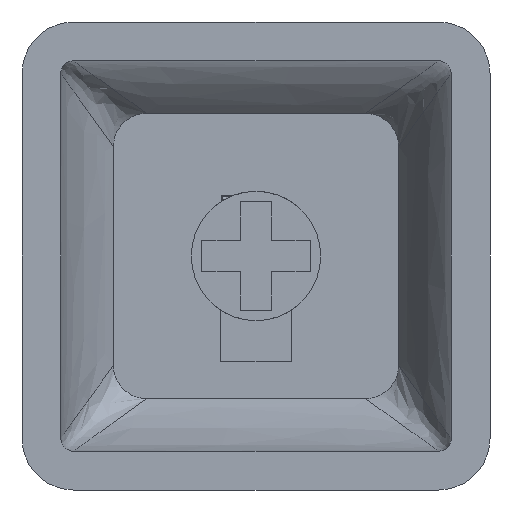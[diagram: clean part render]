
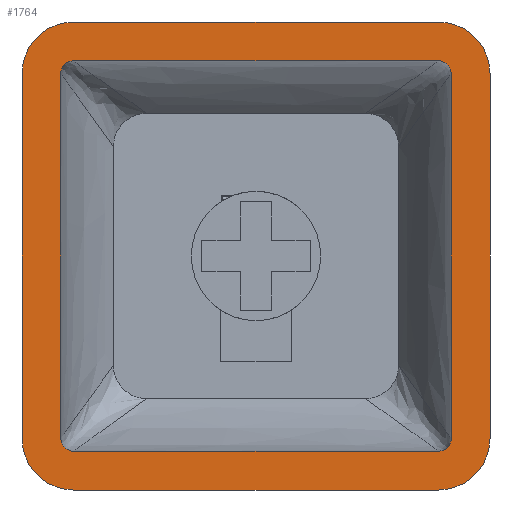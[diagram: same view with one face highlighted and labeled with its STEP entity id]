
A CAD part, front view. The second image highlights one B-rep face of the part: STEP entity #1764.
In plain terms, the highlighted planar face has unit normal (0, -1, 0).
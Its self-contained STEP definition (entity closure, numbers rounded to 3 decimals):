
#18=CIRCLE('',#1856,2.);
#19=CIRCLE('',#1857,2.);
#20=CIRCLE('',#1858,2.);
#21=CIRCLE('',#1859,2.);
#33=FACE_BOUND('',#311,.T.);
#85=B_SPLINE_CURVE_WITH_KNOTS('',3,(#3057,#3058,#3059,#3060,#3061,#3062,
#3063,#3064,#3065,#3066),.UNSPECIFIED.,.F.,.F.,(4,1,1,1,1,1,1,4),(0.,
0.143,0.286,0.429,0.571,
0.714,0.857,1.),.UNSPECIFIED.);
#88=B_SPLINE_CURVE_WITH_KNOTS('',3,(#3106,#3107,#3108,#3109,#3110,#3111,
#3112),.UNSPECIFIED.,.F.,.F.,(4,1,1,1,4),(0.,0.286,0.571,
0.857,1.),.UNSPECIFIED.);
#90=B_SPLINE_CURVE_WITH_KNOTS('',3,(#3174,#3175,#3176,#3177,#3178,#3179,
#3180,#3181,#3182),.UNSPECIFIED.,.F.,.F.,(4,1,1,1,1,1,4),(0.,
0.214,0.429,0.571,0.714,
0.857,1.),.UNSPECIFIED.);
#92=B_SPLINE_CURVE_WITH_KNOTS('',3,(#3216,#3217,#3218,#3219,#3220,#3221,
#3222),.UNSPECIFIED.,.F.,.F.,(4,1,1,1,4),(0.,0.286,0.571,
0.857,1.),.UNSPECIFIED.);
#94=B_SPLINE_CURVE_WITH_KNOTS('',3,(#3290,#3291,#3292,#3293,#3294,#3295,
#3296,#3297,#3298,#3299),.UNSPECIFIED.,.F.,.F.,(4,1,1,1,1,1,1,4),(0.,
0.143,0.286,0.429,0.571,
0.714,0.857,1.),.UNSPECIFIED.);
#96=B_SPLINE_CURVE_WITH_KNOTS('',3,(#3333,#3334,#3335,#3336,#3337,#3338,
#3339),.UNSPECIFIED.,.F.,.F.,(4,1,1,1,4),(0.,0.286,0.571,
0.857,1.),.UNSPECIFIED.);
#98=B_SPLINE_CURVE_WITH_KNOTS('',3,(#3401,#3402,#3403,#3404,#3405,#3406,
#3407,#3408,#3409),.UNSPECIFIED.,.F.,.F.,(4,1,1,1,1,1,4),(0.,
0.214,0.429,0.571,0.714,
0.857,1.),.UNSPECIFIED.);
#99=B_SPLINE_CURVE_WITH_KNOTS('',3,(#3438,#3439,#3440,#3441,#3442,#3443,
#3444),.UNSPECIFIED.,.F.,.F.,(4,1,1,1,4),(0.,0.286,0.571,
0.857,1.),.UNSPECIFIED.);
#212=FACE_OUTER_BOUND('',#310,.T.);
#310=EDGE_LOOP('',(#1313,#1314,#1315,#1316,#1317,#1318,#1319,#1320));
#311=EDGE_LOOP('',(#1321,#1322,#1323,#1324,#1325,#1326,#1327,#1328));
#418=LINE('',#3450,#576);
#419=LINE('',#3454,#577);
#420=LINE('',#3458,#578);
#421=LINE('',#3461,#579);
#576=VECTOR('',#1988,10.);
#577=VECTOR('',#1991,10.);
#578=VECTOR('',#1994,10.);
#579=VECTOR('',#1997,10.);
#753=VERTEX_POINT('',#3049);
#754=VERTEX_POINT('',#3056);
#755=VERTEX_POINT('',#3101);
#756=VERTEX_POINT('',#3167);
#757=VERTEX_POINT('',#3211);
#758=VERTEX_POINT('',#3283);
#759=VERTEX_POINT('',#3328);
#760=VERTEX_POINT('',#3394);
#761=VERTEX_POINT('',#3446);
#762=VERTEX_POINT('',#3447);
#763=VERTEX_POINT('',#3449);
#764=VERTEX_POINT('',#3451);
#765=VERTEX_POINT('',#3453);
#766=VERTEX_POINT('',#3455);
#767=VERTEX_POINT('',#3457);
#768=VERTEX_POINT('',#3459);
#960=EDGE_CURVE('',#754,#753,#85,.T.);
#963=EDGE_CURVE('',#753,#755,#88,.T.);
#965=EDGE_CURVE('',#755,#756,#90,.T.);
#967=EDGE_CURVE('',#756,#757,#92,.T.);
#969=EDGE_CURVE('',#757,#758,#94,.T.);
#971=EDGE_CURVE('',#758,#759,#96,.T.);
#973=EDGE_CURVE('',#759,#760,#98,.T.);
#974=EDGE_CURVE('',#760,#754,#99,.T.);
#975=EDGE_CURVE('',#761,#762,#18,.T.);
#976=EDGE_CURVE('',#763,#761,#418,.T.);
#977=EDGE_CURVE('',#764,#763,#19,.T.);
#978=EDGE_CURVE('',#765,#764,#419,.T.);
#979=EDGE_CURVE('',#766,#765,#20,.T.);
#980=EDGE_CURVE('',#767,#766,#420,.T.);
#981=EDGE_CURVE('',#768,#767,#21,.T.);
#982=EDGE_CURVE('',#762,#768,#421,.T.);
#1313=ORIENTED_EDGE('',*,*,#975,.F.);
#1314=ORIENTED_EDGE('',*,*,#976,.F.);
#1315=ORIENTED_EDGE('',*,*,#977,.F.);
#1316=ORIENTED_EDGE('',*,*,#978,.F.);
#1317=ORIENTED_EDGE('',*,*,#979,.F.);
#1318=ORIENTED_EDGE('',*,*,#980,.F.);
#1319=ORIENTED_EDGE('',*,*,#981,.F.);
#1320=ORIENTED_EDGE('',*,*,#982,.F.);
#1321=ORIENTED_EDGE('',*,*,#960,.T.);
#1322=ORIENTED_EDGE('',*,*,#963,.T.);
#1323=ORIENTED_EDGE('',*,*,#965,.T.);
#1324=ORIENTED_EDGE('',*,*,#967,.T.);
#1325=ORIENTED_EDGE('',*,*,#969,.T.);
#1326=ORIENTED_EDGE('',*,*,#971,.T.);
#1327=ORIENTED_EDGE('',*,*,#973,.T.);
#1328=ORIENTED_EDGE('',*,*,#974,.T.);
#1690=PLANE('',#1855);
#1764=ADVANCED_FACE('',(#212,#33),#1690,.F.);
#1855=AXIS2_PLACEMENT_3D('',#3445,#1984,#1985);
#1856=AXIS2_PLACEMENT_3D('',#3448,#1986,#1987);
#1857=AXIS2_PLACEMENT_3D('',#3452,#1989,#1990);
#1858=AXIS2_PLACEMENT_3D('',#3456,#1992,#1993);
#1859=AXIS2_PLACEMENT_3D('',#3460,#1995,#1996);
#1984=DIRECTION('center_axis',(0.,1.,0.));
#1985=DIRECTION('ref_axis',(0.,0.,1.));
#1986=DIRECTION('center_axis',(0.,1.,0.));
#1987=DIRECTION('ref_axis',(0.,0.,1.));
#1988=DIRECTION('',(1.,0.,0.));
#1989=DIRECTION('center_axis',(0.,1.,0.));
#1990=DIRECTION('ref_axis',(-1.,0.,0.));
#1991=DIRECTION('',(0.,0.,1.));
#1992=DIRECTION('center_axis',(0.,1.,0.));
#1993=DIRECTION('ref_axis',(0.,0.,-1.));
#1994=DIRECTION('',(-1.,0.,0.));
#1995=DIRECTION('center_axis',(0.,1.,0.));
#1996=DIRECTION('ref_axis',(1.,0.,0.));
#1997=DIRECTION('',(0.,0.,-1.));
#3049=CARTESIAN_POINT('',(16.6,0.,16.1));
#3056=CARTESIAN_POINT('',(16.1,0.,16.6));
#3057=CARTESIAN_POINT('Ctrl Pts',(16.1,0.,16.6));
#3058=CARTESIAN_POINT('Ctrl Pts',(16.137,0.,16.6));
#3059=CARTESIAN_POINT('Ctrl Pts',(16.212,0.,16.592));
#3060=CARTESIAN_POINT('Ctrl Pts',(16.319,0.,16.554));
#3061=CARTESIAN_POINT('Ctrl Pts',(16.414,0.,16.494));
#3062=CARTESIAN_POINT('Ctrl Pts',(16.494,0.,16.414));
#3063=CARTESIAN_POINT('Ctrl Pts',(16.554,0.,16.319));
#3064=CARTESIAN_POINT('Ctrl Pts',(16.592,0.,16.212));
#3065=CARTESIAN_POINT('Ctrl Pts',(16.6,0.,16.137));
#3066=CARTESIAN_POINT('Ctrl Pts',(16.6,0.,16.1));
#3101=CARTESIAN_POINT('',(16.6,0.,2.));
#3106=CARTESIAN_POINT('Ctrl Pts',(16.6,0.,16.1));
#3107=CARTESIAN_POINT('Ctrl Pts',(16.6,0.,15.801));
#3108=CARTESIAN_POINT('Ctrl Pts',(16.6,0.,13.413));
#3109=CARTESIAN_POINT('Ctrl Pts',(16.6,0.,7.532));
#3110=CARTESIAN_POINT('Ctrl Pts',(16.6,0.,3.269));
#3111=CARTESIAN_POINT('Ctrl Pts',(16.6,0.,2.15));
#3112=CARTESIAN_POINT('Ctrl Pts',(16.6,0.,2.));
#3167=CARTESIAN_POINT('',(16.1,0.,1.5));
#3174=CARTESIAN_POINT('Ctrl Pts',(16.6,0.,2.));
#3175=CARTESIAN_POINT('Ctrl Pts',(16.6,0.,1.944));
#3176=CARTESIAN_POINT('Ctrl Pts',(16.581,0.,1.832));
#3177=CARTESIAN_POINT('Ctrl Pts',(16.508,0.,1.699));
#3178=CARTESIAN_POINT('Ctrl Pts',(16.414,0.,1.606));
#3179=CARTESIAN_POINT('Ctrl Pts',(16.319,0.,1.546));
#3180=CARTESIAN_POINT('Ctrl Pts',(16.212,0.,1.508));
#3181=CARTESIAN_POINT('Ctrl Pts',(16.137,0.,1.5));
#3182=CARTESIAN_POINT('Ctrl Pts',(16.1,0.,1.5));
#3211=CARTESIAN_POINT('',(2.,0.,1.5));
#3216=CARTESIAN_POINT('Ctrl Pts',(16.1,0.,1.5));
#3217=CARTESIAN_POINT('Ctrl Pts',(15.801,0.,1.5));
#3218=CARTESIAN_POINT('Ctrl Pts',(13.413,0.,1.5));
#3219=CARTESIAN_POINT('Ctrl Pts',(7.532,0.,1.5));
#3220=CARTESIAN_POINT('Ctrl Pts',(3.269,0.,1.5));
#3221=CARTESIAN_POINT('Ctrl Pts',(2.15,0.,1.5));
#3222=CARTESIAN_POINT('Ctrl Pts',(2.,0.,1.5));
#3283=CARTESIAN_POINT('',(1.5,0.,2.));
#3290=CARTESIAN_POINT('Ctrl Pts',(2.,0.,1.5));
#3291=CARTESIAN_POINT('Ctrl Pts',(1.963,0.,1.5));
#3292=CARTESIAN_POINT('Ctrl Pts',(1.888,0.,1.508));
#3293=CARTESIAN_POINT('Ctrl Pts',(1.781,0.,1.546));
#3294=CARTESIAN_POINT('Ctrl Pts',(1.686,0.,1.606));
#3295=CARTESIAN_POINT('Ctrl Pts',(1.606,0.,1.686));
#3296=CARTESIAN_POINT('Ctrl Pts',(1.546,0.,1.781));
#3297=CARTESIAN_POINT('Ctrl Pts',(1.508,0.,1.888));
#3298=CARTESIAN_POINT('Ctrl Pts',(1.5,0.,1.963));
#3299=CARTESIAN_POINT('Ctrl Pts',(1.5,0.,2.));
#3328=CARTESIAN_POINT('',(1.5,0.,16.1));
#3333=CARTESIAN_POINT('Ctrl Pts',(1.5,0.,2.));
#3334=CARTESIAN_POINT('Ctrl Pts',(1.5,0.,2.299));
#3335=CARTESIAN_POINT('Ctrl Pts',(1.5,0.,4.687));
#3336=CARTESIAN_POINT('Ctrl Pts',(1.5,0.,10.568));
#3337=CARTESIAN_POINT('Ctrl Pts',(1.5,0.,14.831));
#3338=CARTESIAN_POINT('Ctrl Pts',(1.5,0.,15.95));
#3339=CARTESIAN_POINT('Ctrl Pts',(1.5,0.,16.1));
#3394=CARTESIAN_POINT('',(2.,0.,16.6));
#3401=CARTESIAN_POINT('Ctrl Pts',(1.5,0.,16.1));
#3402=CARTESIAN_POINT('Ctrl Pts',(1.5,0.,16.156));
#3403=CARTESIAN_POINT('Ctrl Pts',(1.519,0.,16.268));
#3404=CARTESIAN_POINT('Ctrl Pts',(1.592,0.,16.401));
#3405=CARTESIAN_POINT('Ctrl Pts',(1.686,0.,16.494));
#3406=CARTESIAN_POINT('Ctrl Pts',(1.781,0.,16.554));
#3407=CARTESIAN_POINT('Ctrl Pts',(1.888,0.,16.592));
#3408=CARTESIAN_POINT('Ctrl Pts',(1.963,0.,16.6));
#3409=CARTESIAN_POINT('Ctrl Pts',(2.,0.,16.6));
#3438=CARTESIAN_POINT('Ctrl Pts',(2.,0.,16.6));
#3439=CARTESIAN_POINT('Ctrl Pts',(2.299,0.,16.6));
#3440=CARTESIAN_POINT('Ctrl Pts',(4.687,0.,16.6));
#3441=CARTESIAN_POINT('Ctrl Pts',(10.568,0.,16.6));
#3442=CARTESIAN_POINT('Ctrl Pts',(14.831,0.,16.6));
#3443=CARTESIAN_POINT('Ctrl Pts',(15.95,0.,16.6));
#3444=CARTESIAN_POINT('Ctrl Pts',(16.1,0.,16.6));
#3445=CARTESIAN_POINT('Origin',(9.05,0.,9.05));
#3446=CARTESIAN_POINT('',(16.1,0.,18.1));
#3447=CARTESIAN_POINT('',(18.1,0.,16.1));
#3448=CARTESIAN_POINT('Origin',(16.1,0.,16.1));
#3449=CARTESIAN_POINT('',(2.,0.,18.1));
#3450=CARTESIAN_POINT('',(16.1,0.,18.1));
#3451=CARTESIAN_POINT('',(0.,0.,16.1));
#3452=CARTESIAN_POINT('Origin',(2.,0.,16.1));
#3453=CARTESIAN_POINT('',(0.,0.,2.));
#3454=CARTESIAN_POINT('',(0.,0.,16.1));
#3455=CARTESIAN_POINT('',(2.,0.,0.));
#3456=CARTESIAN_POINT('Origin',(2.,0.,2.));
#3457=CARTESIAN_POINT('',(16.1,0.,0.));
#3458=CARTESIAN_POINT('',(2.,0.,0.));
#3459=CARTESIAN_POINT('',(18.1,0.,2.));
#3460=CARTESIAN_POINT('Origin',(16.1,0.,2.));
#3461=CARTESIAN_POINT('',(18.1,0.,2.));
